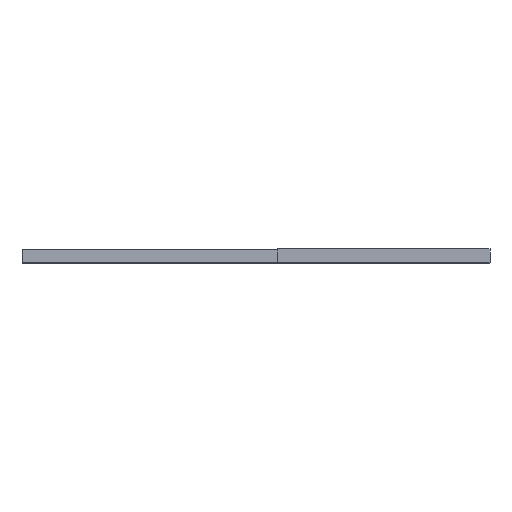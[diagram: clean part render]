
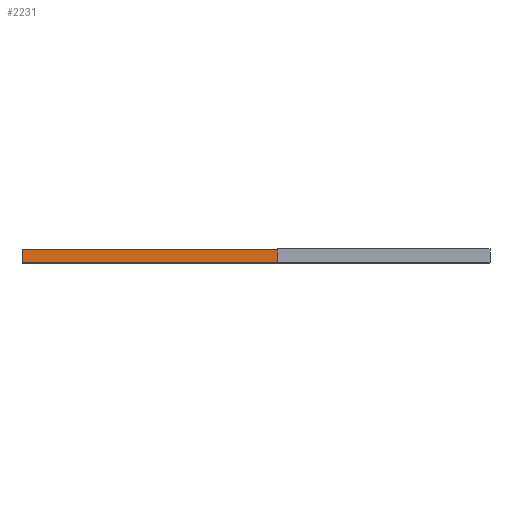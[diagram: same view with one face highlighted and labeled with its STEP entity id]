
A CAD part, top view. The second image highlights one B-rep face of the part: STEP entity #2231.
In plain terms, the highlighted planar face has unit normal (0, 0, 1).
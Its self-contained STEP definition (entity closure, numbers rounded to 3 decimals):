
#96 = DIRECTION ( 'NONE',  ( 1., 0., 0. ) ) ;
#164 = LINE ( 'NONE', #4451, #1360 ) ;
#341 = VERTEX_POINT ( 'NONE', #5826 ) ;
#1191 = VECTOR ( 'NONE', #6071, 1000. ) ;
#1360 = VECTOR ( 'NONE', #3868, 1000. ) ;
#1373 = VERTEX_POINT ( 'NONE', #4654 ) ;
#1505 = VECTOR ( 'NONE', #5832, 1000. ) ;
#2231 = ADVANCED_FACE ( 'NONE', ( #3879 ), #7611, .F. ) ;
#2386 = CARTESIAN_POINT ( 'NONE',  ( 0., 2.5, 20. ) ) ;
#2729 = AXIS2_PLACEMENT_3D ( 'NONE', #2386, #6310, #4289 ) ;
#2919 = LINE ( 'NONE', #5909, #3598 ) ;
#3598 = VECTOR ( 'NONE', #96, 1000. ) ;
#3868 = DIRECTION ( 'NONE',  ( 0., -1., 0. ) ) ;
#3879 = FACE_OUTER_BOUND ( 'NONE', #6746, .T. ) ;
#4289 = DIRECTION ( 'NONE',  ( -1., 0., 0. ) ) ;
#4369 = ORIENTED_EDGE ( 'NONE', *, *, #8174, .T. ) ;
#4451 = CARTESIAN_POINT ( 'NONE',  ( -44., 2.5, 20. ) ) ;
#4620 = ORIENTED_EDGE ( 'NONE', *, *, #7695, .F. ) ;
#4640 = LINE ( 'NONE', #7758, #1505 ) ;
#4654 = CARTESIAN_POINT ( 'NONE',  ( -44., 0., 20. ) ) ;
#5512 = EDGE_CURVE ( 'NONE', #341, #1373, #164, .T. ) ;
#5826 = CARTESIAN_POINT ( 'NONE',  ( -44., 2.5, 20. ) ) ;
#5832 = DIRECTION ( 'NONE',  ( 0., -1., 0. ) ) ;
#5909 = CARTESIAN_POINT ( 'NONE',  ( 0., 0., 20. ) ) ;
#6071 = DIRECTION ( 'NONE',  ( 1., 0., 0. ) ) ;
#6310 = DIRECTION ( 'NONE',  ( 0., 0., -1. ) ) ;
#6500 = EDGE_CURVE ( 'NONE', #6720, #7639, #4640, .T. ) ;
#6521 = LINE ( 'NONE', #7333, #1191 ) ;
#6720 = VERTEX_POINT ( 'NONE', #7377 ) ;
#6746 = EDGE_LOOP ( 'NONE', ( #4369, #7942, #4620, #6842 ) ) ;
#6842 = ORIENTED_EDGE ( 'NONE', *, *, #5512, .T. ) ;
#7333 = CARTESIAN_POINT ( 'NONE',  ( 0., 2.5, 20. ) ) ;
#7377 = CARTESIAN_POINT ( 'NONE',  ( 4., 2.5, 20. ) ) ;
#7611 = PLANE ( 'NONE',  #2729 ) ;
#7639 = VERTEX_POINT ( 'NONE', #7795 ) ;
#7695 = EDGE_CURVE ( 'NONE', #341, #6720, #6521, .T. ) ;
#7758 = CARTESIAN_POINT ( 'NONE',  ( 4., 2.5, 20. ) ) ;
#7795 = CARTESIAN_POINT ( 'NONE',  ( 4., 0., 20. ) ) ;
#7942 = ORIENTED_EDGE ( 'NONE', *, *, #6500, .F. ) ;
#8174 = EDGE_CURVE ( 'NONE', #1373, #7639, #2919, .T. ) ;
